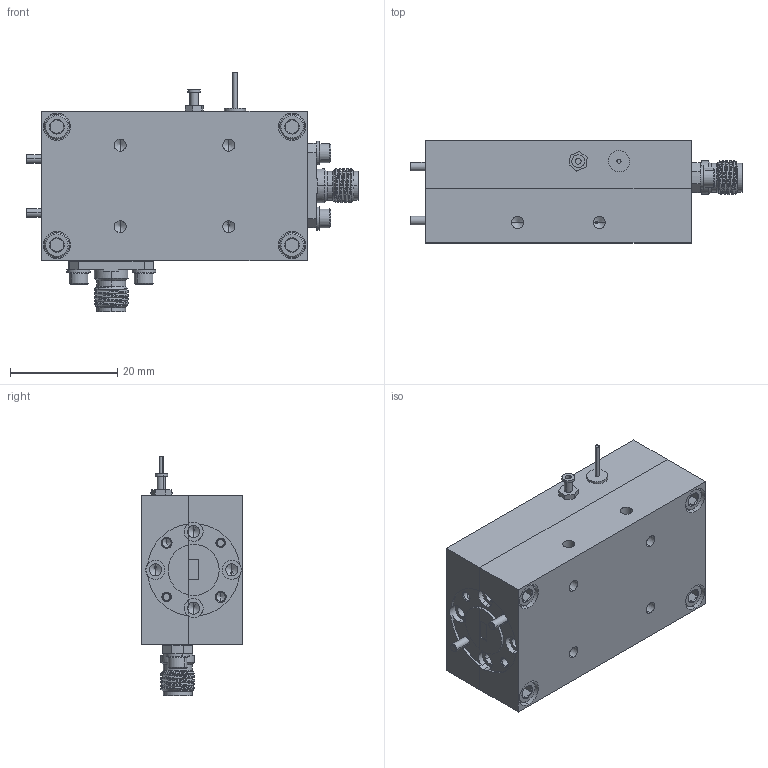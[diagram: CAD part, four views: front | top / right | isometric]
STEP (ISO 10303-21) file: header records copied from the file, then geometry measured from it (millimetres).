
FILE_DESCRIPTION (( 'STEP AP214' ), '1' );
FILE_NAME ('SR-SV-A-1, Defeatured.STEP', '2025-07-18T01:33:34', ( '' ), ( '' ), 'SwSTEP 2.0', 'SolidWorks 2021', '' );
FILE_SCHEMA (( 'AUTOMOTIVE_DESIGN' ));
Length unit declared in the file: inch
Products named in the file (1): SR-SV-A-1, Defeatured
Bounding box: 62.02 x 19.05 x 44.7 mm (x, y, z)
Volume: 26483.8 mm3; surface area: 11610.7 mm2
Topology: 4 solids, 14 shells, 809 faces, 1954 edges, 1194 vertices
Faces by surface type: plane 325, cylinder 275, cone 205, bspline 4
Entity records: 35717 total; most frequent: CARTESIAN_POINT 6652, DIRECTION 4033, ORIENTED_EDGE 3808, EDGE_CURVE 1904, AXIS2_PLACEMENT_3D 1563, VERTEX_POINT 1194, LINE 907, VECTOR 907
